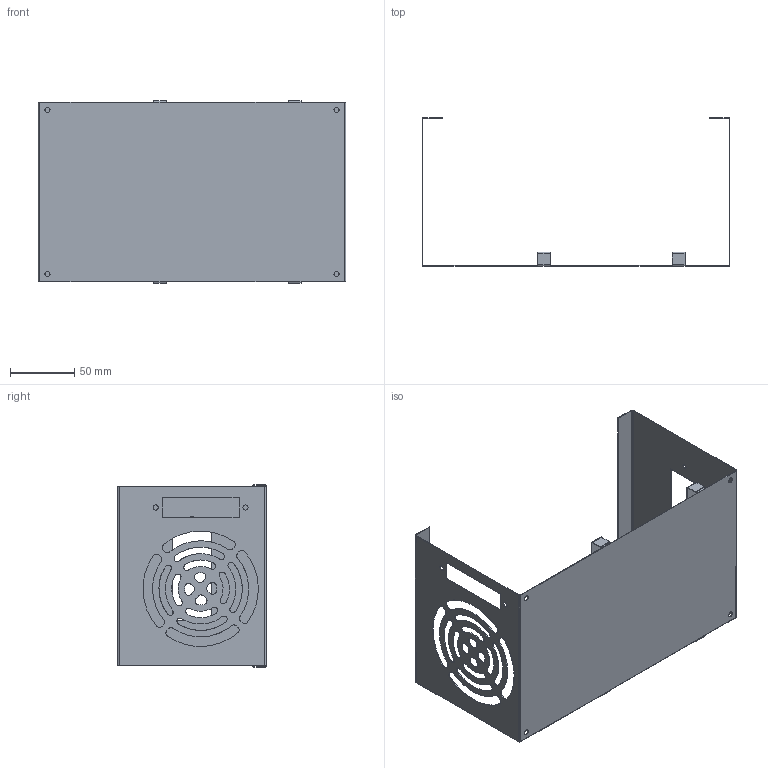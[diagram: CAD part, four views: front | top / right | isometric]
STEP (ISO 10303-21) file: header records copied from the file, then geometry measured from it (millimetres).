
FILE_DESCRIPTION (( 'STEP AP203' ), '1' );
FILE_NAME ('Base sheet step.STEP', '2023-11-29T05:14:38', ( '' ), ( '' ), 'SwSTEP 2.0', 'SolidWorks 2022', '' );
FILE_SCHEMA (( 'CONFIG_CONTROL_DESIGN' ));
Length unit declared in the file: millimetre
Products named in the file (1): Base sheet step
Bounding box: 240 x 115.92 x 142.47 mm (x, y, z)
Volume: 32714.6 mm3; surface area: 132502.3 mm2
Topology: 1 solids, 1 shells, 260 faces, 678 edges, 420 vertices
Faces by surface type: cylinder 115, plane 110, bspline 35
Entity records: 9345 total; most frequent: CARTESIAN_POINT 2864, ORIENTED_EDGE 1356, DIRECTION 1290, EDGE_CURVE 678, AXIS2_PLACEMENT_3D 456, VERTEX_POINT 420, LINE 378, VECTOR 378
